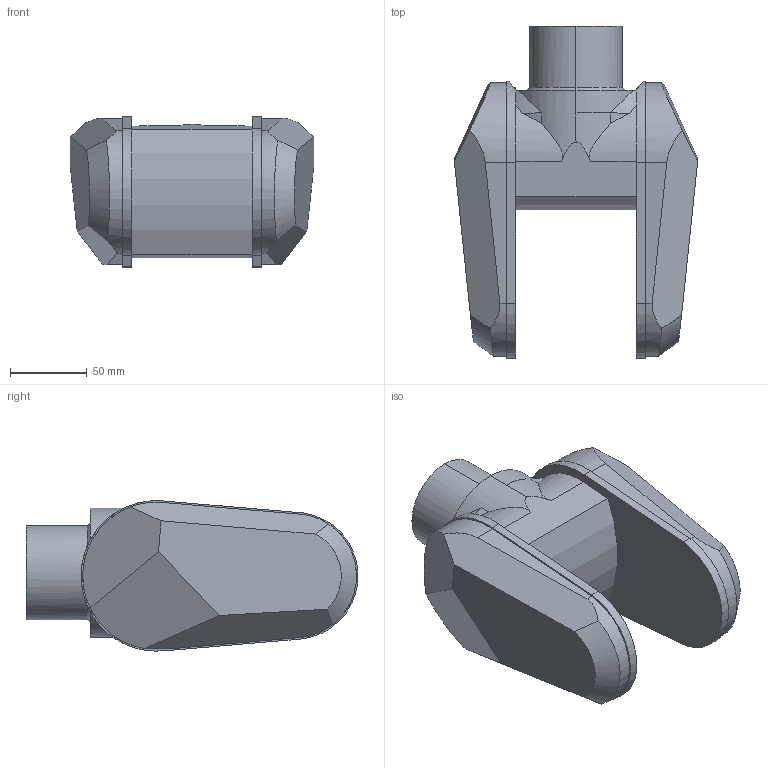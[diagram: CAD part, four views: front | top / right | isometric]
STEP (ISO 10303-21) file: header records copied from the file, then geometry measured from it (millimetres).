
FILE_DESCRIPTION(/* description */ (''),/* implementation_level */ '2;1');
FILE_NAME(/* name */ 'a_ipt_e50b8fa6.STEP',/* time_stamp */ '2023-04-04T17:35:02+02:00',/* author */ ('AdminForWorker'),/* organization */ (''),/* preprocessor_version */ 'ST-DEVELOPER v18.1',/* originating_system */ 'Autodesk Inventor 2021',/* authorisation */ '');
FILE_SCHEMA (('AUTOMOTIVE_DESIGN { 1 0 10303 214 3 1 1 }'));
Length unit declared in the file: millimetre
Products named in the file (1): a
Bounding box: 158.46 x 216.19 x 97.86 mm (x, y, z)
Volume: 590208 mm3; surface area: 194746 mm2
Topology: 1 solids, 4 shells, 195 faces, 534 edges, 351 vertices
Faces by surface type: plane 114, cylinder 58, bspline 20, torus 2, cone 1
Full cylindrical faces by diameter (mm): 3 x1
Entity records: 8918 total; most frequent: CARTESIAN_POINT 3960, ORIENTED_EDGE 1066, DIRECTION 961, EDGE_CURVE 533, VERTEX_POINT 351, AXIS2_PLACEMENT_3D 328, LINE 305, VECTOR 305
